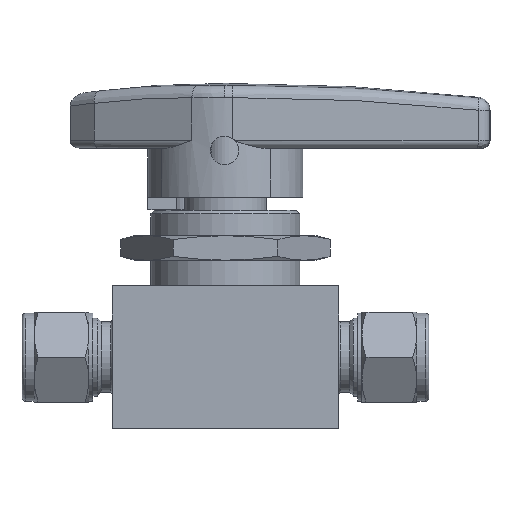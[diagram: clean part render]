
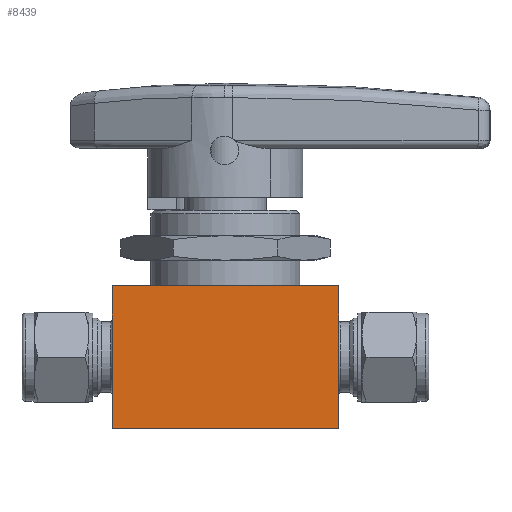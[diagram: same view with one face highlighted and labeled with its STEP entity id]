
A CAD part, left-side view. The second image highlights one B-rep face of the part: STEP entity #8439.
In plain terms, the highlighted face is planar.
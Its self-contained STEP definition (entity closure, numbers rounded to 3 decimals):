
#8363 = EDGE_CURVE('',#8364,#8366,#8368,.T.);
#8364 = VERTEX_POINT('',#8365);
#8365 = CARTESIAN_POINT('',(628.442,456.484,-19.05));
#8366 = VERTEX_POINT('',#8367);
#8367 = CARTESIAN_POINT('',(684.042,456.484,-19.05));
#8368 = LINE('',#8369,#8370);
#8369 = CARTESIAN_POINT('',(628.442,456.484,-19.05));
#8370 = VECTOR('',#8371,1.);
#8371 = DIRECTION('',(1.,0.,0.));
#8404 = VERTEX_POINT('',#8405);
#8405 = CARTESIAN_POINT('',(628.442,491.484,-19.05));
#8422 = VERTEX_POINT('',#8423);
#8423 = CARTESIAN_POINT('',(684.042,491.484,-19.05));
#8429 = EDGE_CURVE('',#8422,#8404,#8430,.T.);
#8430 = LINE('',#8431,#8432);
#8431 = CARTESIAN_POINT('',(684.042,491.484,-19.05));
#8432 = VECTOR('',#8433,1.);
#8433 = DIRECTION('',(-1.,0.,0.));
#8439 = ADVANCED_FACE('',(#8440),#8456,.T.);
#8440 = FACE_BOUND('',#8441,.T.);
#8441 = EDGE_LOOP('',(#8442,#8448,#8449,#8455));
#8442 = ORIENTED_EDGE('',*,*,#8443,.T.);
#8443 = EDGE_CURVE('',#8364,#8404,#8444,.T.);
#8444 = LINE('',#8445,#8446);
#8445 = CARTESIAN_POINT('',(628.442,456.484,-19.05));
#8446 = VECTOR('',#8447,1.);
#8447 = DIRECTION('',(0.,1.,0.));
#8448 = ORIENTED_EDGE('',*,*,#8429,.F.);
#8449 = ORIENTED_EDGE('',*,*,#8450,.T.);
#8450 = EDGE_CURVE('',#8422,#8366,#8451,.T.);
#8451 = LINE('',#8452,#8453);
#8452 = CARTESIAN_POINT('',(684.042,491.484,-19.05));
#8453 = VECTOR('',#8454,1.);
#8454 = DIRECTION('',(0.,-1.,0.));
#8455 = ORIENTED_EDGE('',*,*,#8363,.F.);
#8456 = PLANE('',#8457);
#8457 = AXIS2_PLACEMENT_3D('',#8458,#8459,#8460);
#8458 = CARTESIAN_POINT('',(656.242,473.984,-19.05));
#8459 = DIRECTION('',(0.,0.,-1.));
#8460 = DIRECTION('',(1.,0.,0.));
